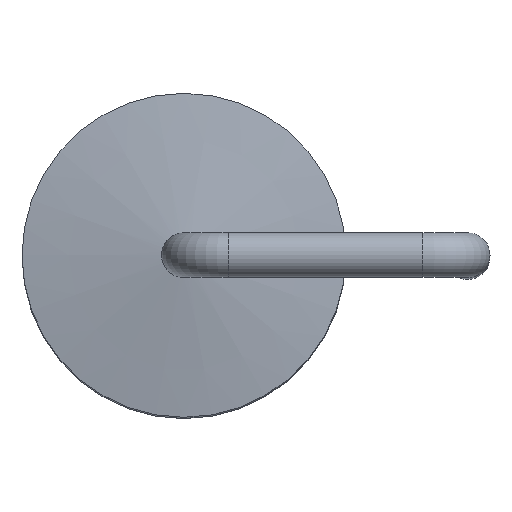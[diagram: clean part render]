
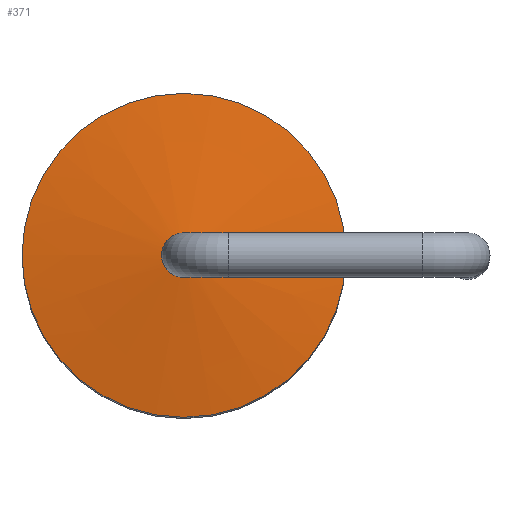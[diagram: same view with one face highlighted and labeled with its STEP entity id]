
A CAD part, top view. The second image highlights one B-rep face of the part: STEP entity #371.
In plain terms, the highlighted conical face has half-angle 82.063 degrees and reference radius 0.3 mm.
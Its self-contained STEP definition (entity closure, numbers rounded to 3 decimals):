
#27=DIRECTION('',(0.,0.,1.));
#49=DIRECTION('',(0.,-1.,0.));
#69=DIRECTION('',(0.,0.,-1.));
#330=DIRECTION('',(0.,0.,-1.));
#357=VERTEX_POINT('',#358);
#358=CARTESIAN_POINT('',(2.9,0.,14.238));
#362=ORIENTED_EDGE('',*,*,#363,.F.);
#363=EDGE_CURVE('',#357,#357,#364,.T.);
#364=CIRCLE('',#365,2.9);
#365=AXIS2_PLACEMENT_3D('',#366,#330,#367);
#366=CARTESIAN_POINT('',(0.,0.,14.238));
#367=DIRECTION('',(1.,0.,0.));
#371=ADVANCED_FACE('',(#372),#388,.T.);
#372=FACE_BOUND('',#373,.T.);
#373=EDGE_LOOP('',(#374,#381,#362,#387));
#374=ORIENTED_EDGE('',*,*,#375,.F.);
#375=EDGE_CURVE('',#376,#376,#378,.T.);
#376=VERTEX_POINT('',#377);
#377=CARTESIAN_POINT('',(0.4,0.,14.586));
#378=CIRCLE('',#379,0.4);
#379=AXIS2_PLACEMENT_3D('',#380,#27,#49);
#380=CARTESIAN_POINT('',(0.,0.,14.586)  );
#381=ORIENTED_EDGE('',*,*,#382,.T.);
#382=EDGE_CURVE('',#376,#357,#383,.T.);
#383=LINE('',#384,#385);
#384=CARTESIAN_POINT('',(0.3,0.,14.6));
#385=VECTOR('',#386,1.);
#386=DIRECTION('',(0.99,0.,-0.138    ));
#387=ORIENTED_EDGE('',*,*,#382,.F.);
#388=CONICAL_SURFACE('',#389,0.3,1.432);
#389=AXIS2_PLACEMENT_3D('',#390,#69,#391);
#390=CARTESIAN_POINT('',(0.,0.,14.6));
#391=DIRECTION('',(1.,0.,0.));
